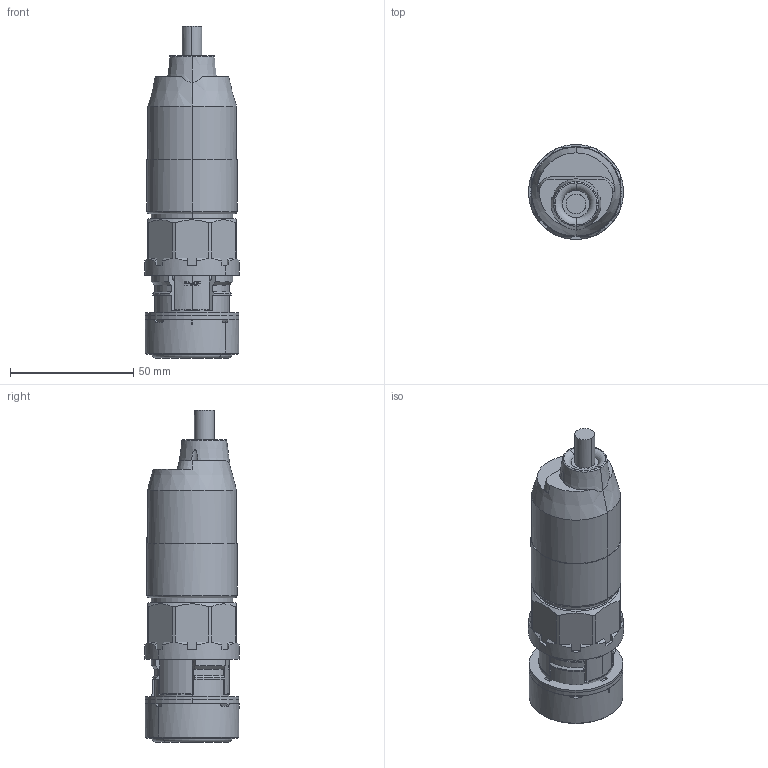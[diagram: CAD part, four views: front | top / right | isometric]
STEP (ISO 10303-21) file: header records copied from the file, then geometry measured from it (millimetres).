
FILE_DESCRIPTION (( 'STEP AP203' ), '1' );
FILE_NAME ('8018-3113-AL-6.STEP', '2014-06-17T07:43:04', ( '' ), ( '' ), 'SwSTEP 2.0', 'SolidWorks 2014', '' );
FILE_SCHEMA (( 'CONFIG_CONTROL_DESIGN' ));
Length unit declared in the file: millimetre
Products named in the file (18): 86_029_08_95_0; 517_695_0; 86_029_01_51_0_Ohne Beschriftung; 518_035_0_eingebaut bei 8018; 86_029_01_15_0_86 029 02 15 0; 80_189_09_87_0a_Mini AMP-In; 86_020_24_03_0; 80_139_02_51_0; 86_029_25_58_0_86_029_25_58_0 natur; 80_139_02_04_0_80_189_03_04_0_Bolzen; 86_029_07_95_0; 684_763_0; 80_189_10_51_0_v2 ohne Gewinde; 8018-3113-AL-6; 80_180_33_79_0; 80_189_02_59_0_v3; 86_029_14_80_0; 80_139_02_04_0_80_189_03_04_0_abgebr
Assembly tree (24 placements, depth 3):
  8018-3113-AL-6
    80_180_33_79_0
      80_189_10_51_0_v2 ohne Gewinde
      80_189_02_59_0_v3
      80_139_02_04_0_80_189_03_04_0_abgebr
      517_695_0  x6
      518_035_0_eingebaut bei 8018
      80_189_09_87_0a_Mini AMP-In
      80_139_02_51_0
      80_139_02_04_0_80_189_03_04_0_Bolzen  x2
      684_763_0  x2
    86_020_24_03_0
      86_029_14_80_0
      86_029_08_95_0
      86_029_01_51_0_Ohne Beschriftung
      86_029_01_15_0_86 029 02 15 0
    86_029_25_58_0_86_029_25_58_0 natur
    86_029_07_95_0
Bounding box: 38.48 x 38.48 x 134.5 mm (x, y, z)
Volume: 50076.3 mm3; surface area: 67087.3 mm2
Topology: 22 solids, 22 shells, 2408 faces, 6484 edges, 4131 vertices
Faces by surface type: plane 963, cylinder 774, cone 227, bspline 205, torus 198, sphere 41
Entity records: 66147 total; most frequent: CARTESIAN_POINT 17563, ORIENTED_EDGE 10080, DIRECTION 9567, EDGE_CURVE 5040, AXIS2_PLACEMENT_3D 3586, VERTEX_POINT 3238, LINE 2395, VECTOR 2395
